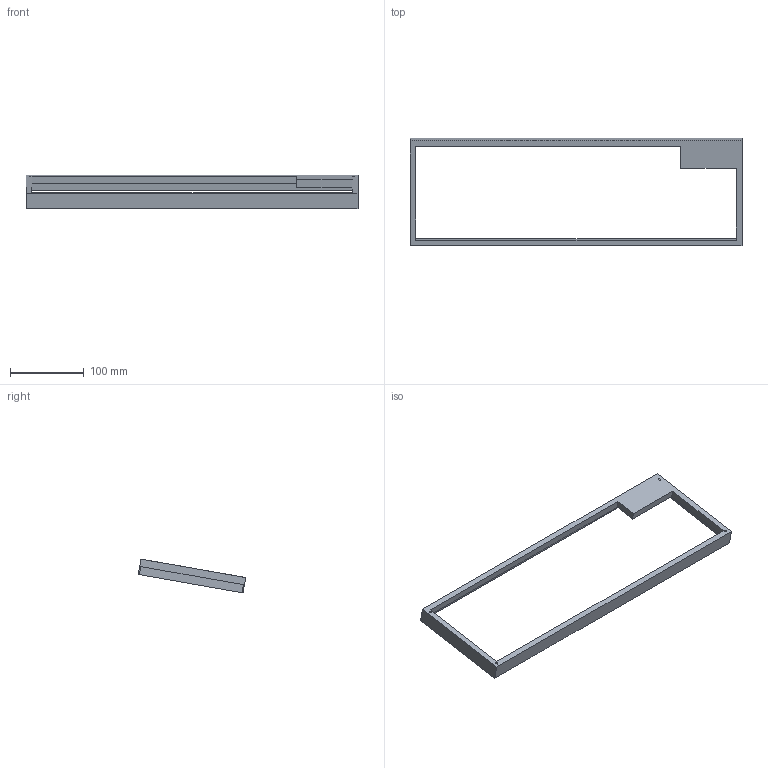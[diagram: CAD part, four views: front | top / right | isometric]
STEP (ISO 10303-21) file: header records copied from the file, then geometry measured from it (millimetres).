
FILE_DESCRIPTION(/* description */ ('KiCad electronic assembly'),/* implementation_level */ '2;1');
FILE_NAME(/* name */ 'Full Keyboard v4.step',/* time_stamp */ '2025-06-10T21:07:03-07:00',/* author */ (''),/* organization */ (''),/* preprocessor_version */ 'ST-DEVELOPER v20.1',/* originating_system */ 'Autodesk Translation Framework v14.10.0.0',/* authorisation */ '');
FILE_SCHEMA (('AUTOMOTIVE_DESIGN { 1 0 10303 214 3 1 1 }'));
Length unit declared in the file: millimetre
Products named in the file (1): Full Keyboard 1
Bounding box: 448.82 x 145.38 x 45.67 mm (x, y, z)
Volume: 131131.9 mm3; surface area: 71857 mm2
Topology: 1 solids, 1 shells, 107 faces, 300 edges, 200 vertices
Faces by surface type: cylinder 82, plane 21, bspline 4
Full cylindrical faces by diameter (mm): 2.529 x24, 3.086 x8
Entity records: 8074 total; most frequent: CARTESIAN_POINT 5618, ORIENTED_EDGE 600, DIRECTION 352, EDGE_CURVE 300, VERTEX_POINT 200, B_SPLINE_CURVE_WITH_KNOTS 168, LINE 120, VECTOR 120
